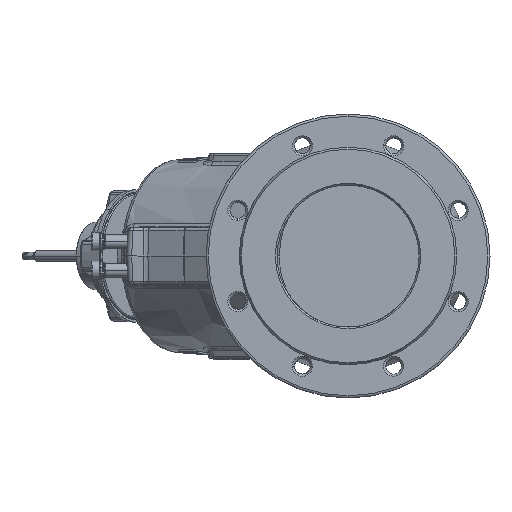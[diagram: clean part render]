
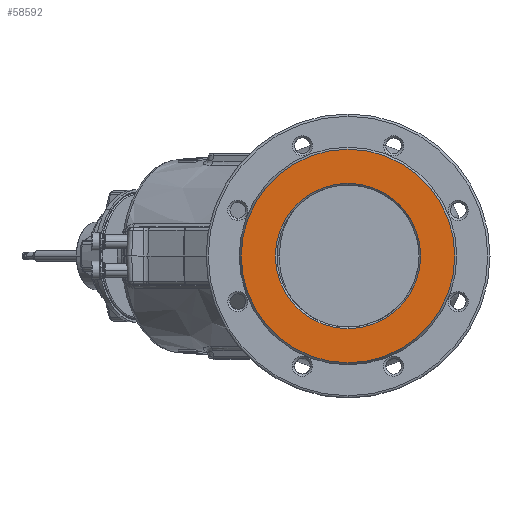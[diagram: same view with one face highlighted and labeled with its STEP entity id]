
A CAD part, left-side view. The second image highlights one B-rep face of the part: STEP entity #58592.
In plain terms, the highlighted planar face has unit normal (-1, 0, 0).
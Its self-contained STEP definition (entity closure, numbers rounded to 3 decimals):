
#2476 = ORIENTED_EDGE ( 'NONE', *, *, #64910, .T. ) ;
#9132 = DIRECTION ( 'NONE',  ( -1., 0., 0. ) ) ;
#10684 = EDGE_CURVE ( 'NONE', #148523, #71816, #69521, .T. ) ;
#11584 = AXIS2_PLACEMENT_3D ( 'NONE', #95604, #84820, #132531 ) ;
#13175 = CIRCLE ( 'NONE', #18170, 64. ) ;
#13203 = FACE_OUTER_BOUND ( 'NONE', #128701, .T. ) ;
#18170 = AXIS2_PLACEMENT_3D ( 'NONE', #27992, #64199, #64974 ) ;
#20655 = AXIS2_PLACEMENT_3D ( 'NONE', #87991, #98736, #97983 ) ;
#27884 = EDGE_CURVE ( 'NONE', #71816, #148523, #13175, .T. ) ;
#27992 = CARTESIAN_POINT ( 'NONE',  ( 1.601, 0., 0. ) ) ;
#31866 = CIRCLE ( 'NONE', #110536, 94. ) ;
#33137 = CARTESIAN_POINT ( 'NONE',  ( 1.601, 0., -94. ) ) ;
#40845 = ORIENTED_EDGE ( 'NONE', *, *, #10684, .F. ) ;
#48625 = PLANE ( 'NONE',  #11584 ) ;
#50071 = DIRECTION ( 'NONE',  ( 0., 0., 1. ) ) ;
#52289 = ORIENTED_EDGE ( 'NONE', *, *, #102489, .T. ) ;
#57396 = CARTESIAN_POINT ( 'NONE',  ( 1.601, 0., 64. ) ) ;
#58592 = ADVANCED_FACE ( 'NONE', ( #13203, #143331 ), #48625, .T. ) ;
#63226 = VERTEX_POINT ( 'NONE', #149377 ) ;
#64199 = DIRECTION ( 'NONE',  ( -1., 0., 0. ) ) ;
#64910 = EDGE_CURVE ( 'NONE', #63226, #96398, #31866, .T. ) ;
#64974 = DIRECTION ( 'NONE',  ( 0., 0., 1. ) ) ;
#69521 = CIRCLE ( 'NONE', #88887, 64. ) ;
#71816 = VERTEX_POINT ( 'NONE', #93560 ) ;
#84820 = DIRECTION ( 'NONE',  ( -1., 0., 0. ) ) ;
#87991 = CARTESIAN_POINT ( 'NONE',  ( 1.601, 0., 0. ) ) ;
#88887 = AXIS2_PLACEMENT_3D ( 'NONE', #90048, #9132, #137015 ) ;
#90048 = CARTESIAN_POINT ( 'NONE',  ( 1.601, 0., 0. ) ) ;
#93560 = CARTESIAN_POINT ( 'NONE',  ( 1.601, 0., -64. ) ) ;
#95604 = CARTESIAN_POINT ( 'NONE',  ( 1.601, 94., 0. ) ) ;
#96398 = VERTEX_POINT ( 'NONE', #33137 ) ;
#97983 = DIRECTION ( 'NONE',  ( 0., 0., 1. ) ) ;
#98736 = DIRECTION ( 'NONE',  ( -1., 0., 0. ) ) ;
#102489 = EDGE_CURVE ( 'NONE', #96398, #63226, #118971, .T. ) ;
#105886 = ORIENTED_EDGE ( 'NONE', *, *, #27884, .F. ) ;
#110536 = AXIS2_PLACEMENT_3D ( 'NONE', #131707, #130184, #50071 ) ;
#118971 = CIRCLE ( 'NONE', #20655, 94. ) ;
#128701 = EDGE_LOOP ( 'NONE', ( #52289, #2476 ) ) ;
#130184 = DIRECTION ( 'NONE',  ( -1., 0., 0. ) ) ;
#131707 = CARTESIAN_POINT ( 'NONE',  ( 1.601, 0., 0. ) ) ;
#132531 = DIRECTION ( 'NONE',  ( 0., 0., 1. ) ) ;
#136102 = EDGE_LOOP ( 'NONE', ( #40845, #105886 ) ) ;
#137015 = DIRECTION ( 'NONE',  ( 0., 0., 1. ) ) ;
#143331 = FACE_BOUND ( 'NONE', #136102, .T. ) ;
#148523 = VERTEX_POINT ( 'NONE', #57396 ) ;
#149377 = CARTESIAN_POINT ( 'NONE',  ( 1.601, 0., 94. ) ) ;
